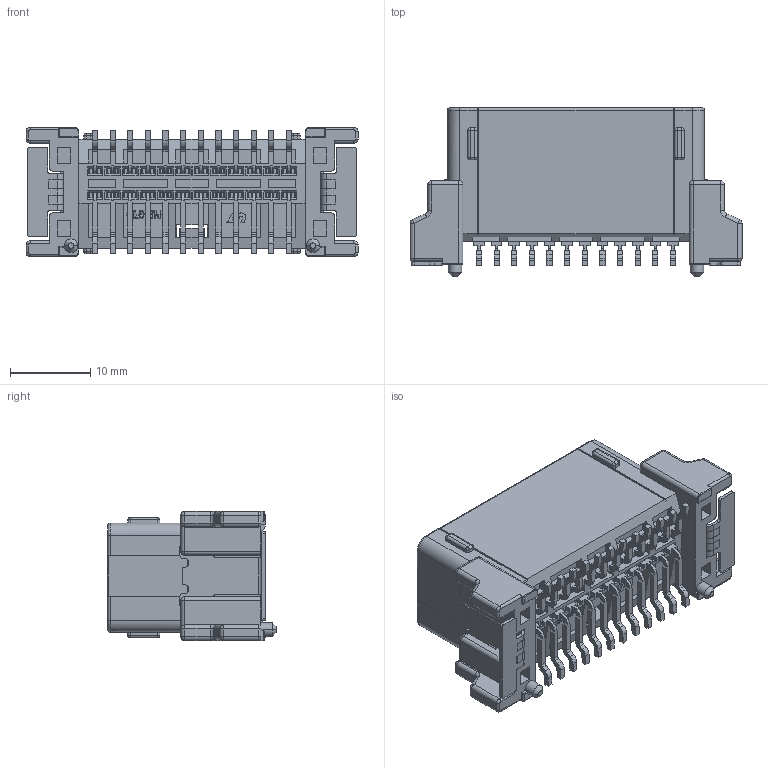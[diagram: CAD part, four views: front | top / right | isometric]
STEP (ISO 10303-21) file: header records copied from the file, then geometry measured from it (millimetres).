
FILE_DESCRIPTION((''),'2;1');
FILE_NAME('025_SMT_24M_HSG_V_B','2023-01-05T09:10:12',('jhryu'),(''),'CREO PARAMETRIC BY PTC INC, 2017380','CREO PARAMETRIC BY PTC INC, 2017380','');
FILE_SCHEMA(('CONFIG_CONTROL_DESIGN'));
Products named in the file (1): 025_SMT_24M_HSG_V_B
Bounding box: 41.4 x 21 x 16.1 mm (x, y, z)
Volume: 3562 mm3; surface area: 6282.4 mm2
Topology: 1 solids, 95 shells, 3807 faces, 9410 edges, 5896 vertices
Faces by surface type: plane 3027, cylinder 692, sphere 40, cone 24, torus 16, bspline 8
Entity records: 110222 total; most frequent: CARTESIAN_POINT 19691, ORIENTED_EDGE 18804, DIRECTION 18264, EDGE_CURVE 9402, VECTOR 7870, LINE 7870, VERTEX_POINT 5896, AXIS2_PLACEMENT_3D 5197
